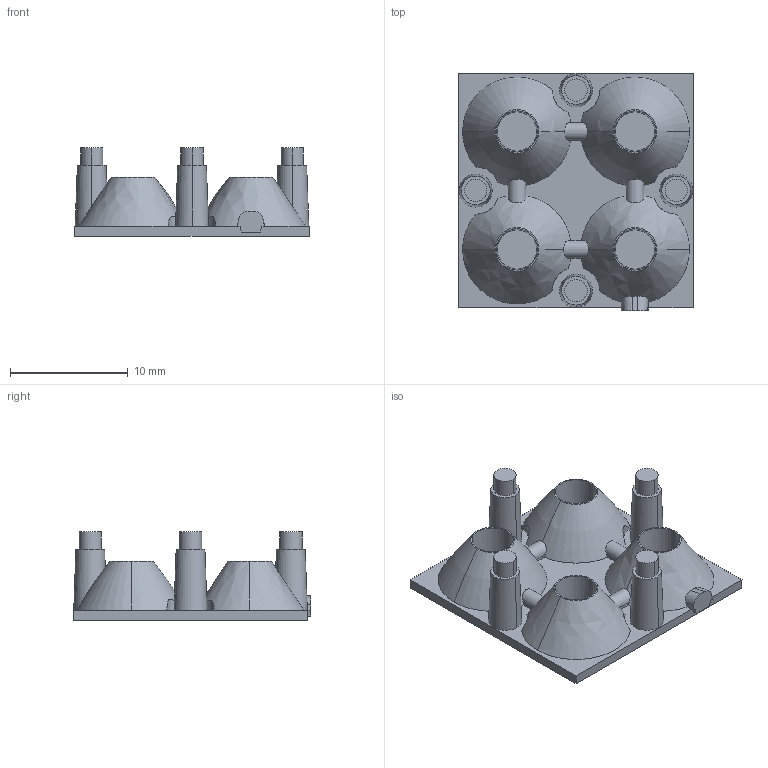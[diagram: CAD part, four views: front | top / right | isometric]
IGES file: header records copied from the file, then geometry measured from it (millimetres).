
Start section:  PTC IGES file: 60548_iss2_190210.igs
Global section: file name: 60548_iss2_190210.igs; native system: Pro/ENGINEER by Parametric Technology Corporation; preprocessor: 2008310; author: tierneyP; organization: Unknown; date: 20100507.094410; units: millimetre
Bounding box: 19.9 x 20.15 x 7.5 mm (x, y, z)
Volume: 974.9 mm3; surface area: 1354 mm2
Topology: 1 solids, 1 shells, 86 faces, 214 edges, 142 vertices
Faces by surface type: revolution 46, bspline 40
